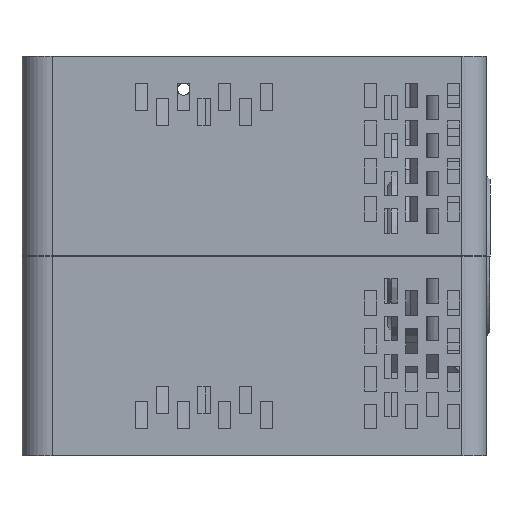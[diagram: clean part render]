
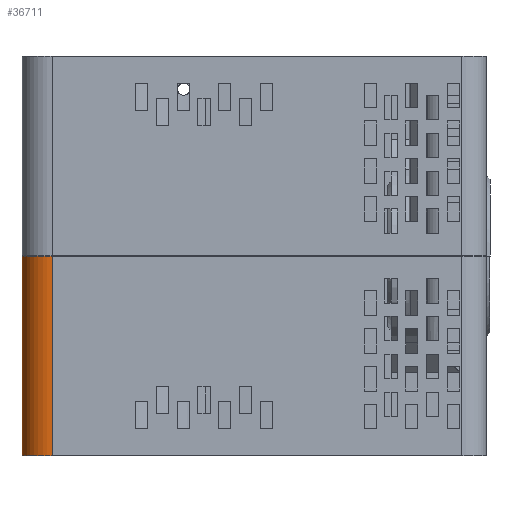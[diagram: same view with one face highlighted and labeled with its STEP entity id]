
A CAD part, left-side view. The second image highlights one B-rep face of the part: STEP entity #36711.
In plain terms, the highlighted cylindrical face has radius 5 mm (diameter 10 mm), a partial arc.
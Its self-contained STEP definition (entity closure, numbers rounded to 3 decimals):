
#605=CYLINDRICAL_SURFACE('',#38665,5.);
#2038=LINE('',#53709,#6757);
#2195=LINE('',#54060,#6914);
#6757=VECTOR('',#42153,32.7);
#6914=VECTOR('',#42430,32.7);
#11814=FACE_OUTER_BOUND('',#13902,.T.);
#13902=EDGE_LOOP('',(#27676,#27677,#27678,#27679));
#15906=CIRCLE('',#38579,5.);
#15915=CIRCLE('',#38591,5.);
#17544=VERTEX_POINT('',#51875);
#17545=VERTEX_POINT('',#51877);
#17732=VERTEX_POINT('',#53324);
#17733=VERTEX_POINT('',#53326);
#21255=EDGE_CURVE('',#17544,#17545,#15906,.T.);
#21451=EDGE_CURVE('',#17733,#17732,#15915,.T.);
#21644=EDGE_CURVE('',#17544,#17733,#2038,.T.);
#21816=EDGE_CURVE('',#17545,#17732,#2195,.T.);
#27676=ORIENTED_EDGE('',*,*,#21255,.F.);
#27677=ORIENTED_EDGE('',*,*,#21644,.T.);
#27678=ORIENTED_EDGE('',*,*,#21451,.T.);
#27679=ORIENTED_EDGE('',*,*,#21816,.F.);
#36711=ADVANCED_FACE('',(#11814),#605,.T.);
#38579=AXIS2_PLACEMENT_3D('',#51878,#41802,#41803);
#38591=AXIS2_PLACEMENT_3D('',#53327,#41936,#41937);
#38665=AXIS2_PLACEMENT_3D('',#54059,#42428,#42429);
#41802=DIRECTION('center_axis',(0.,0.,-1.));
#41803=DIRECTION('ref_axis',(-1.,0.,0.));
#41936=DIRECTION('center_axis',(0.,0.,-1.));
#41937=DIRECTION('ref_axis',(-1.,0.,0.));
#42153=DIRECTION('',(0.,0.,1.));
#42428=DIRECTION('center_axis',(0.,0.,1.));
#42429=DIRECTION('ref_axis',(-1.,0.,0.));
#42430=DIRECTION('',(0.,0.,1.));
#51875=CARTESIAN_POINT('',(-49.188,71.,-32.745));
#51877=CARTESIAN_POINT('',(-39.839,73.467,-32.745));
#51878=CARTESIAN_POINT('Origin',(-44.188,71.,-32.745));
#53324=CARTESIAN_POINT('',(-39.839,73.467,-0.045));
#53326=CARTESIAN_POINT('',(-49.188,71.,-0.045));
#53327=CARTESIAN_POINT('Origin',(-44.188,71.,-0.045));
#53709=CARTESIAN_POINT('',(-49.188,71.,-32.745));
#54059=CARTESIAN_POINT('Origin',(-44.188,71.,-32.745));
#54060=CARTESIAN_POINT('',(-39.839,73.467,-32.745));
